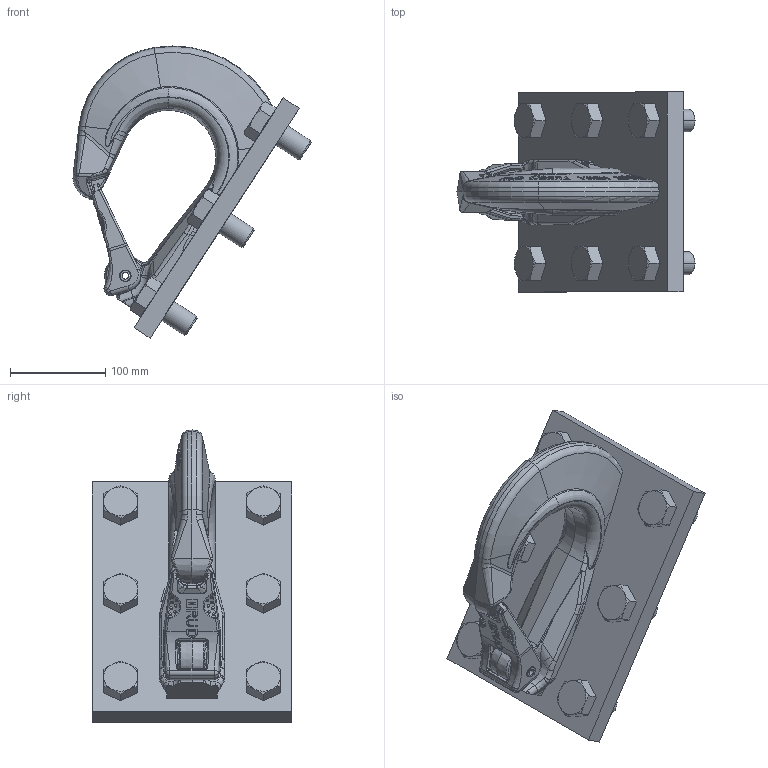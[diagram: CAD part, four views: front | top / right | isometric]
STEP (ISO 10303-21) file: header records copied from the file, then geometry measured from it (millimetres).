
FILE_DESCRIPTION((''),'2;1');
FILE_NAME('001-M32466-ZU4_ASM','2013-10-07T',('Roland.Jakubetz'),(''),'PRO/ENGINEER BY PARAMETRIC TECHNOLOGY CORPORATION, 2010140','PRO/ENGINEER BY PARAMETRIC TECHNOLOGY CORPORATION, 2010140','');
FILE_SCHEMA(('CONFIG_CONTROL_DESIGN'));
Products named in the file (6): 001-M32466-P01_AF1; 001-M32232-BA1_AF4; 001-M31048-V78_AF4; 001-M32466-BA4; 001-M31122-V03; 001-M32466-ZU4_ASM
Assembly tree (10 placements, depth 2):
  001-M32466-ZU4_ASM
    001-M32466-P01_AF1
    001-M32232-BA1_AF4
    001-M31048-V78_AF4
    001-M32466-BA4
    001-M31122-V03  x6
Bounding box: 250.27 x 210 x 307.13 mm (x, y, z)
Volume: 2213154.4 mm3; surface area: 299642.7 mm2
Topology: 10 solids, 10 shells, 1521 faces, 3937 edges, 2468 vertices
Faces by surface type: plane 841, cylinder 230, bspline 229, cone 113, torus 58, sphere 50
Entity records: 55815 total; most frequent: CARTESIAN_POINT 24634, ORIENTED_EDGE 7318, DIRECTION 5172, EDGE_CURVE 3659, VERTEX_POINT 2318, AXIS2_PLACEMENT_3D 1793, VECTOR 1586, LINE 1586
